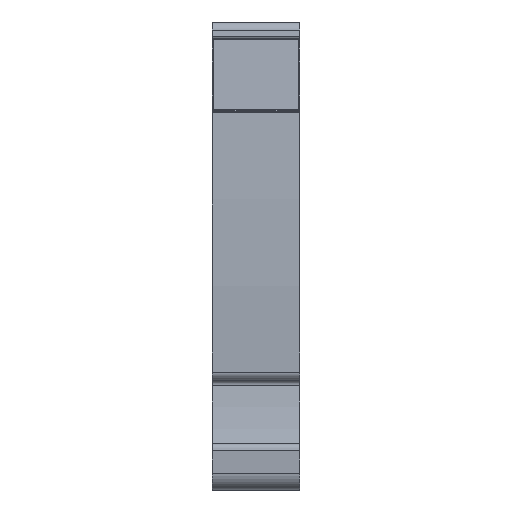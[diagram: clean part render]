
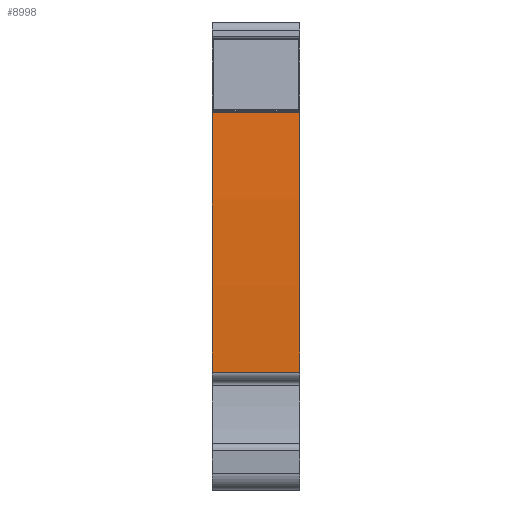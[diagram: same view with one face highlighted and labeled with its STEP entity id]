
A CAD part, front view. The second image highlights one B-rep face of the part: STEP entity #8998.
In plain terms, the highlighted cylindrical face has radius 240 mm (diameter 480 mm), a partial arc.
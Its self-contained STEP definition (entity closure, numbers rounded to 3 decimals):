
#1843=AXIS2_PLACEMENT_3D('Circle Axis2P3D',#1841,#1842,$) ;
#2578=AXIS2_PLACEMENT_3D('Circle Axis2P3D',#2576,#2577,$) ;
#5016=AXIS2_PLACEMENT_3D('Cylinder Axis2P3D',#5013,#5014,#5015) ;
#1838=CARTESIAN_POINT('Vertex',(0.,1.527,13.395)) ;
#1841=CARTESIAN_POINT('Axis2P3D Location',(0.,241.169,26.5)) ;
#1845=CARTESIAN_POINT('Vertex',(0.,1.73,42.906)) ;
#2573=CARTESIAN_POINT('Vertex',(10.,1.73,42.906)) ;
#2576=CARTESIAN_POINT('Axis2P3D Location',(10.,241.169,26.5)) ;
#2580=CARTESIAN_POINT('Vertex',(10.,1.527,13.395)) ;
#5013=CARTESIAN_POINT('Axis2P3D Location',(5.,241.169,26.5)) ;
#8975=CARTESIAN_POINT('Line Origine',(5.,1.527,13.395)) ;
#8987=CARTESIAN_POINT('Line Origine',(5.,1.73,42.906)) ;
#1842=DIRECTION('Axis2P3D Direction',(1.,0.,0.)) ;
#2577=DIRECTION('Axis2P3D Direction',(1.,0.,0.)) ;
#5014=DIRECTION('Axis2P3D Direction',(1.,0.,0.)) ;
#5015=DIRECTION('Axis2P3D XDirection',(0.,-0.994,0.107)) ;
#8976=DIRECTION('Vector Direction',(1.,0.,0.)) ;
#8988=DIRECTION('Vector Direction',(1.,0.,0.)) ;
#8977=VECTOR('Line Direction',#8976,1.) ;
#8989=VECTOR('Line Direction',#8988,1.) ;
#8993=ORIENTED_EDGE('',*,*,#1847,.T.) ;
#8994=ORIENTED_EDGE('',*,*,#8979,.T.) ;
#8995=ORIENTED_EDGE('',*,*,#2582,.F.) ;
#8996=ORIENTED_EDGE('',*,*,#8991,.T.) ;
#8998=ADVANCED_FACE('MLD',(#8997),#5017,.T.) ;
#1844=CIRCLE('generated circle',#1843,240.) ;
#2579=CIRCLE('generated circle',#2578,240.) ;
#5017=CYLINDRICAL_SURFACE('generated cylinder',#5016,240.) ;
#1847=EDGE_CURVE('',#1846,#1839,#1844,.T.) ;
#2582=EDGE_CURVE('',#2574,#2581,#2579,.T.) ;
#8979=EDGE_CURVE('',#1839,#2581,#8978,.T.) ;
#8991=EDGE_CURVE('',#2574,#1846,#8990,.F.) ;
#8992=EDGE_LOOP('',(#8993,#8994,#8995,#8996)) ;
#8997=FACE_OUTER_BOUND('',#8992,.T.) ;
#8978=LINE('Line',#8975,#8977) ;
#8990=LINE('Line',#8987,#8989) ;
#1839=VERTEX_POINT('',#1838) ;
#1846=VERTEX_POINT('',#1845) ;
#2574=VERTEX_POINT('',#2573) ;
#2581=VERTEX_POINT('',#2580) ;
